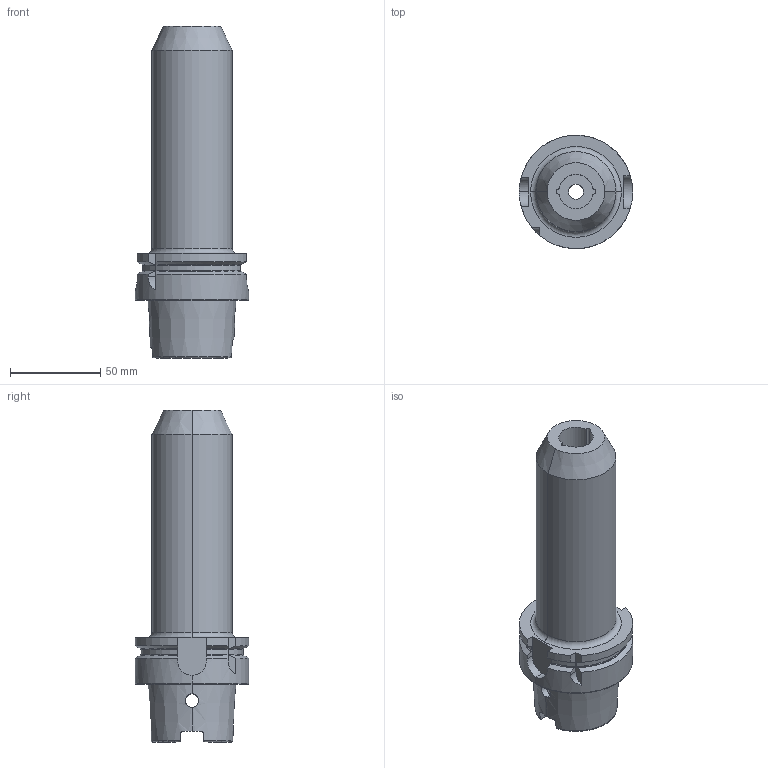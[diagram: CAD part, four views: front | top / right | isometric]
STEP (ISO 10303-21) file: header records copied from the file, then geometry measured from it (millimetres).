
FILE_DESCRIPTION (( 'STEP AP203' ), '1' );
FILE_NAME ('STP-5073-S35-A48-600-AA-2(SATE-93723-6B).STEP', '2022-11-01T01:04:50', ( '' ), ( '' ), 'SwSTEP 2.0', 'SolidWorks 2017', '' );
FILE_SCHEMA (( 'CONFIG_CONTROL_DESIGN' ));
Length unit declared in the file: millimetre
Products named in the file (1): STP-5073-S35-A48-600-AA-2(SATE-93723-6B)
Bounding box: 63 x 63 x 184.4 mm (x, y, z)
Volume: 253611.1 mm3; surface area: 44162.4 mm2
Topology: 1 solids, 1 shells, 104 faces, 276 edges, 175 vertices
Faces by surface type: cylinder 39, plane 29, torus 22, cone 14
Entity records: 3849 total; most frequent: CARTESIAN_POINT 1209, ORIENTED_EDGE 552, DIRECTION 534, EDGE_CURVE 276, AXIS2_PLACEMENT_3D 218, VERTEX_POINT 175, CIRCLE 113, EDGE_LOOP 111
